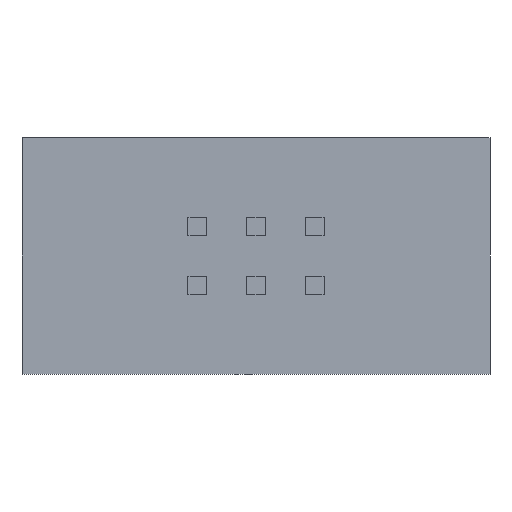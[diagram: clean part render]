
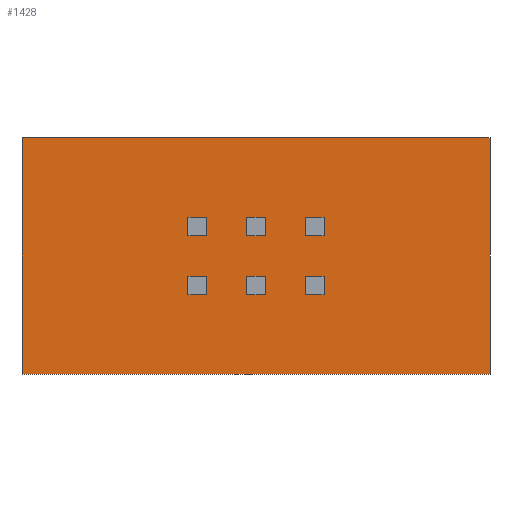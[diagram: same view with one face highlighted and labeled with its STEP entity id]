
A CAD part, front view. The second image highlights one B-rep face of the part: STEP entity #1428.
In plain terms, the highlighted planar face has unit normal (0, -1, 0).
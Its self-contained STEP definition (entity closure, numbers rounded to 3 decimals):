
#20=FACE_BOUND('',#180,.T.);
#21=FACE_BOUND('',#181,.T.);
#22=FACE_BOUND('',#182,.T.);
#23=FACE_BOUND('',#183,.T.);
#24=FACE_BOUND('',#184,.T.);
#25=FACE_BOUND('',#185,.T.);
#99=FACE_OUTER_BOUND('',#179,.T.);
#179=EDGE_LOOP('',(#1178,#1179,#1180,#1181));
#180=EDGE_LOOP('',(#1182,#1183,#1184,#1185));
#181=EDGE_LOOP('',(#1186,#1187,#1188,#1189));
#182=EDGE_LOOP('',(#1190,#1191,#1192,#1193));
#183=EDGE_LOOP('',(#1194,#1195,#1196,#1197));
#184=EDGE_LOOP('',(#1198,#1199,#1200,#1201));
#185=EDGE_LOOP('',(#1202,#1203,#1204,#1205));
#186=LINE('',#1860,#366);
#190=LINE('',#1868,#370);
#193=LINE('',#1874,#373);
#200=LINE('',#1888,#380);
#210=LINE('',#1910,#390);
#214=LINE('',#1918,#394);
#217=LINE('',#1924,#397);
#224=LINE('',#1938,#404);
#234=LINE('',#1960,#414);
#238=LINE('',#1968,#418);
#241=LINE('',#1974,#421);
#248=LINE('',#1988,#428);
#258=LINE('',#2010,#438);
#262=LINE('',#2018,#442);
#265=LINE('',#2024,#445);
#272=LINE('',#2038,#452);
#282=LINE('',#2060,#462);
#286=LINE('',#2068,#466);
#289=LINE('',#2074,#469);
#296=LINE('',#2088,#476);
#306=LINE('',#2110,#486);
#310=LINE('',#2118,#490);
#313=LINE('',#2124,#493);
#320=LINE('',#2138,#500);
#355=LINE('',#2210,#535);
#358=LINE('',#2216,#538);
#361=LINE('',#2222,#541);
#364=LINE('',#2227,#544);
#366=VECTOR('',#1530,10.);
#370=VECTOR('',#1536,10.);
#373=VECTOR('',#1541,10.);
#380=VECTOR('',#1552,10.);
#390=VECTOR('',#1574,10.);
#394=VECTOR('',#1580,10.);
#397=VECTOR('',#1585,10.);
#404=VECTOR('',#1596,10.);
#414=VECTOR('',#1618,10.);
#418=VECTOR('',#1624,10.);
#421=VECTOR('',#1629,10.);
#428=VECTOR('',#1640,10.);
#438=VECTOR('',#1662,10.);
#442=VECTOR('',#1668,10.);
#445=VECTOR('',#1673,10.);
#452=VECTOR('',#1684,10.);
#462=VECTOR('',#1706,10.);
#466=VECTOR('',#1712,10.);
#469=VECTOR('',#1717,10.);
#476=VECTOR('',#1728,10.);
#486=VECTOR('',#1750,10.);
#490=VECTOR('',#1756,10.);
#493=VECTOR('',#1761,10.);
#500=VECTOR('',#1772,10.);
#535=VECTOR('',#1835,10.);
#538=VECTOR('',#1840,10.);
#541=VECTOR('',#1845,10.);
#544=VECTOR('',#1850,10.);
#546=VERTEX_POINT('',#1858);
#547=VERTEX_POINT('',#1859);
#550=VERTEX_POINT('',#1867);
#552=VERTEX_POINT('',#1873);
#562=VERTEX_POINT('',#1908);
#563=VERTEX_POINT('',#1909);
#566=VERTEX_POINT('',#1917);
#568=VERTEX_POINT('',#1923);
#578=VERTEX_POINT('',#1958);
#579=VERTEX_POINT('',#1959);
#582=VERTEX_POINT('',#1967);
#584=VERTEX_POINT('',#1973);
#594=VERTEX_POINT('',#2008);
#595=VERTEX_POINT('',#2009);
#598=VERTEX_POINT('',#2017);
#600=VERTEX_POINT('',#2023);
#610=VERTEX_POINT('',#2058);
#611=VERTEX_POINT('',#2059);
#614=VERTEX_POINT('',#2067);
#616=VERTEX_POINT('',#2073);
#626=VERTEX_POINT('',#2108);
#627=VERTEX_POINT('',#2109);
#630=VERTEX_POINT('',#2117);
#632=VERTEX_POINT('',#2123);
#659=VERTEX_POINT('',#2207);
#660=VERTEX_POINT('',#2209);
#662=VERTEX_POINT('',#2215);
#664=VERTEX_POINT('',#2221);
#666=EDGE_CURVE('',#546,#547,#186,.T.);
#670=EDGE_CURVE('',#550,#546,#190,.T.);
#673=EDGE_CURVE('',#547,#552,#193,.T.);
#680=EDGE_CURVE('',#552,#550,#200,.T.);
#690=EDGE_CURVE('',#562,#563,#210,.T.);
#694=EDGE_CURVE('',#566,#562,#214,.T.);
#697=EDGE_CURVE('',#563,#568,#217,.T.);
#704=EDGE_CURVE('',#568,#566,#224,.T.);
#714=EDGE_CURVE('',#578,#579,#234,.T.);
#718=EDGE_CURVE('',#582,#578,#238,.T.);
#721=EDGE_CURVE('',#579,#584,#241,.T.);
#728=EDGE_CURVE('',#584,#582,#248,.T.);
#738=EDGE_CURVE('',#594,#595,#258,.T.);
#742=EDGE_CURVE('',#598,#594,#262,.T.);
#745=EDGE_CURVE('',#595,#600,#265,.T.);
#752=EDGE_CURVE('',#600,#598,#272,.T.);
#762=EDGE_CURVE('',#610,#611,#282,.T.);
#766=EDGE_CURVE('',#614,#610,#286,.T.);
#769=EDGE_CURVE('',#611,#616,#289,.T.);
#776=EDGE_CURVE('',#616,#614,#296,.T.);
#786=EDGE_CURVE('',#626,#627,#306,.T.);
#790=EDGE_CURVE('',#630,#626,#310,.T.);
#793=EDGE_CURVE('',#627,#632,#313,.T.);
#800=EDGE_CURVE('',#632,#630,#320,.T.);
#835=EDGE_CURVE('',#659,#660,#355,.T.);
#838=EDGE_CURVE('',#662,#659,#358,.T.);
#841=EDGE_CURVE('',#664,#662,#361,.T.);
#844=EDGE_CURVE('',#660,#664,#364,.T.);
#1178=ORIENTED_EDGE('',*,*,#844,.F.);
#1179=ORIENTED_EDGE('',*,*,#835,.F.);
#1180=ORIENTED_EDGE('',*,*,#838,.F.);
#1181=ORIENTED_EDGE('',*,*,#841,.F.);
#1182=ORIENTED_EDGE('',*,*,#680,.T.);
#1183=ORIENTED_EDGE('',*,*,#670,.T.);
#1184=ORIENTED_EDGE('',*,*,#666,.T.);
#1185=ORIENTED_EDGE('',*,*,#673,.T.);
#1186=ORIENTED_EDGE('',*,*,#704,.T.);
#1187=ORIENTED_EDGE('',*,*,#694,.T.);
#1188=ORIENTED_EDGE('',*,*,#690,.T.);
#1189=ORIENTED_EDGE('',*,*,#697,.T.);
#1190=ORIENTED_EDGE('',*,*,#728,.T.);
#1191=ORIENTED_EDGE('',*,*,#718,.T.);
#1192=ORIENTED_EDGE('',*,*,#714,.T.);
#1193=ORIENTED_EDGE('',*,*,#721,.T.);
#1194=ORIENTED_EDGE('',*,*,#752,.T.);
#1195=ORIENTED_EDGE('',*,*,#742,.T.);
#1196=ORIENTED_EDGE('',*,*,#738,.T.);
#1197=ORIENTED_EDGE('',*,*,#745,.T.);
#1198=ORIENTED_EDGE('',*,*,#776,.T.);
#1199=ORIENTED_EDGE('',*,*,#766,.T.);
#1200=ORIENTED_EDGE('',*,*,#762,.T.);
#1201=ORIENTED_EDGE('',*,*,#769,.T.);
#1202=ORIENTED_EDGE('',*,*,#800,.T.);
#1203=ORIENTED_EDGE('',*,*,#790,.T.);
#1204=ORIENTED_EDGE('',*,*,#786,.T.);
#1205=ORIENTED_EDGE('',*,*,#793,.T.);
#1279=PLANE('',#1525);
#1428=ADVANCED_FACE('',(#99,#20,#21,#22,#23,#24,#25),#1279,.F.);
#1525=AXIS2_PLACEMENT_3D('',#2230,#1854,#1855);
#1530=DIRECTION('',(-1.,0.,0.));
#1536=DIRECTION('',(0.,0.,-1.));
#1541=DIRECTION('',(0.,0.,1.));
#1552=DIRECTION('',(1.,0.,0.));
#1574=DIRECTION('',(-1.,0.,0.));
#1580=DIRECTION('',(0.,0.,-1.));
#1585=DIRECTION('',(0.,0.,1.));
#1596=DIRECTION('',(1.,0.,0.));
#1618=DIRECTION('',(-1.,0.,0.));
#1624=DIRECTION('',(0.,0.,-1.));
#1629=DIRECTION('',(0.,0.,1.));
#1640=DIRECTION('',(1.,0.,0.));
#1662=DIRECTION('',(-1.,0.,0.));
#1668=DIRECTION('',(0.,0.,-1.));
#1673=DIRECTION('',(0.,0.,1.));
#1684=DIRECTION('',(1.,0.,0.));
#1706=DIRECTION('',(-1.,0.,0.));
#1712=DIRECTION('',(0.,0.,-1.));
#1717=DIRECTION('',(0.,0.,1.));
#1728=DIRECTION('',(1.,0.,0.));
#1750=DIRECTION('',(-1.,0.,0.));
#1756=DIRECTION('',(0.,0.,-1.));
#1761=DIRECTION('',(0.,0.,1.));
#1772=DIRECTION('',(1.,0.,0.));
#1835=DIRECTION('',(1.,0.,0.));
#1840=DIRECTION('',(0.,0.,1.));
#1845=DIRECTION('',(-1.,0.,0.));
#1850=DIRECTION('',(0.,0.,-1.));
#1854=DIRECTION('center_axis',(0.,1.,0.));
#1855=DIRECTION('ref_axis',(0.,0.,1.));
#1858=CARTESIAN_POINT('',(-1.07,0.,0.435));
#1859=CARTESIAN_POINT('',(-1.47,0.,0.435));
#1860=CARTESIAN_POINT('',(-0.735,0.,0.435));
#1867=CARTESIAN_POINT('',(-1.07,0.,0.835));
#1868=CARTESIAN_POINT('',(-1.07,0.,0.218));
#1873=CARTESIAN_POINT('',(-1.47,0.,0.835));
#1874=CARTESIAN_POINT('',(-1.47,0.,0.418));
#1888=CARTESIAN_POINT('',(-0.535,0.,0.835));
#1908=CARTESIAN_POINT('',(1.47,0.,-0.835));
#1909=CARTESIAN_POINT('',(1.07,0.,-0.835));
#1910=CARTESIAN_POINT('',(0.535,0.,-0.835));
#1917=CARTESIAN_POINT('',(1.47,0.,-0.435));
#1918=CARTESIAN_POINT('',(1.47,0.,-0.417));
#1923=CARTESIAN_POINT('',(1.07,0.,-0.435));
#1924=CARTESIAN_POINT('',(1.07,0.,-0.217));
#1938=CARTESIAN_POINT('',(0.735,0.,-0.435));
#1958=CARTESIAN_POINT('',(0.2,0.,0.435));
#1959=CARTESIAN_POINT('',(-0.2,0.,0.435));
#1960=CARTESIAN_POINT('',(-0.1,0.,0.435));
#1967=CARTESIAN_POINT('',(0.2,0.,0.835));
#1968=CARTESIAN_POINT('',(0.2,0.,0.218));
#1973=CARTESIAN_POINT('',(-0.2,0.,0.835));
#1974=CARTESIAN_POINT('',(-0.2,0.,0.418));
#1988=CARTESIAN_POINT('',(0.1,0.,0.835));
#2008=CARTESIAN_POINT('',(-1.07,0.,-0.835));
#2009=CARTESIAN_POINT('',(-1.47,0.,-0.835));
#2010=CARTESIAN_POINT('',(-0.735,0.,-0.835));
#2017=CARTESIAN_POINT('',(-1.07,0.,-0.435));
#2018=CARTESIAN_POINT('',(-1.07,0.,-0.417));
#2023=CARTESIAN_POINT('',(-1.47,0.,-0.435));
#2024=CARTESIAN_POINT('',(-1.47,0.,-0.217));
#2038=CARTESIAN_POINT('',(-0.535,0.,-0.435));
#2058=CARTESIAN_POINT('',(0.2,0.,-0.835));
#2059=CARTESIAN_POINT('',(-0.2,0.,-0.835));
#2060=CARTESIAN_POINT('',(-0.1,0.,-0.835));
#2067=CARTESIAN_POINT('',(0.2,0.,-0.435));
#2068=CARTESIAN_POINT('',(0.2,0.,-0.417));
#2073=CARTESIAN_POINT('',(-0.2,0.,-0.435));
#2074=CARTESIAN_POINT('',(-0.2,0.,-0.217));
#2088=CARTESIAN_POINT('',(0.1,0.,-0.435));
#2108=CARTESIAN_POINT('',(1.47,0.,0.435));
#2109=CARTESIAN_POINT('',(1.07,0.,0.435));
#2110=CARTESIAN_POINT('',(0.535,0.,0.435));
#2117=CARTESIAN_POINT('',(1.47,0.,0.835));
#2118=CARTESIAN_POINT('',(1.47,0.,0.218));
#2123=CARTESIAN_POINT('',(1.07,0.,0.835));
#2124=CARTESIAN_POINT('',(1.07,0.,0.418));
#2138=CARTESIAN_POINT('',(0.735,0.,0.835));
#2207=CARTESIAN_POINT('',(-5.055,0.,2.55));
#2209=CARTESIAN_POINT('',(5.055,0.,2.55));
#2210=CARTESIAN_POINT('',(-5.055,0.,2.55));
#2215=CARTESIAN_POINT('',(-5.055,0.,-2.55));
#2216=CARTESIAN_POINT('',(-5.055,0.,-2.55));
#2221=CARTESIAN_POINT('',(5.055,0.,-2.55));
#2222=CARTESIAN_POINT('',(5.055,0.,-2.55));
#2227=CARTESIAN_POINT('',(5.055,0.,2.55));
#2230=CARTESIAN_POINT('Origin',(0.,0.,0.));
